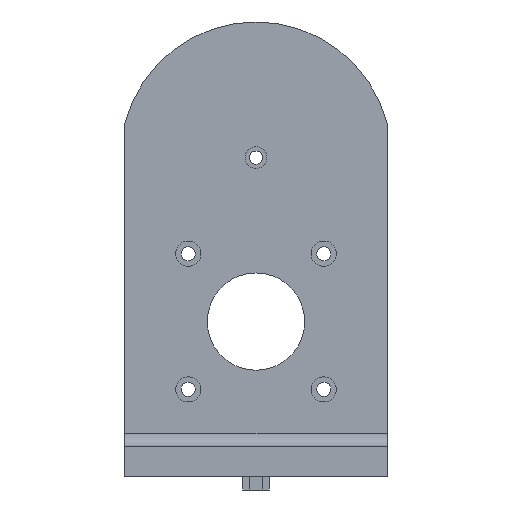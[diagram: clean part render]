
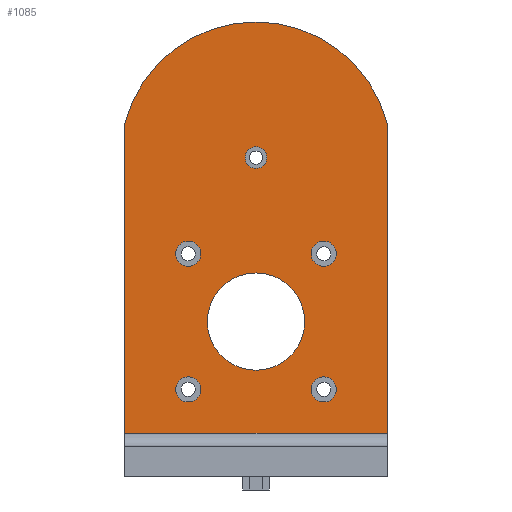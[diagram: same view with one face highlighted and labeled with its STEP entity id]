
A CAD part, left-side view. The second image highlights one B-rep face of the part: STEP entity #1085.
In plain terms, the highlighted planar face has unit normal (-1, 0, 0).
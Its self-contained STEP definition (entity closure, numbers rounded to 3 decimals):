
#39=FACE_BOUND('',#238,.T.);
#40=FACE_BOUND('',#239,.T.);
#41=FACE_BOUND('',#240,.T.);
#42=FACE_BOUND('',#241,.T.);
#43=FACE_BOUND('',#242,.T.);
#44=FACE_BOUND('',#243,.T.);
#87=PLANE('',#1202);
#150=FACE_OUTER_BOUND('',#237,.T.);
#237=EDGE_LOOP('',(#993,#994,#995,#996));
#238=EDGE_LOOP('',(#997));
#239=EDGE_LOOP('',(#998));
#240=EDGE_LOOP('',(#999));
#241=EDGE_LOOP('',(#1000));
#242=EDGE_LOOP('',(#1001));
#243=EDGE_LOOP('',(#1002));
#250=LINE('',#1560,#351);
#334=LINE('',#1787,#435);
#343=LINE('',#1807,#444);
#351=VECTOR('',#1261,10.);
#435=VECTOR('',#1479,10.);
#444=VECTOR('',#1506,10.);
#468=CIRCLE('',#1157,2.875);
#471=CIRCLE('',#1162,2.875);
#474=CIRCLE('',#1167,2.875);
#477=CIRCLE('',#1172,2.875);
#482=CIRCLE('',#1186,2.5);
#484=CIRCLE('',#1190,31.);
#485=CIRCLE('',#1197,11.125);
#498=VERTEX_POINT('',#1553);
#501=VERTEX_POINT('',#1558);
#553=VERTEX_POINT('',#1706);
#556=VERTEX_POINT('',#1715);
#559=VERTEX_POINT('',#1724);
#562=VERTEX_POINT('',#1733);
#573=VERTEX_POINT('',#1771);
#575=VERTEX_POINT('',#1778);
#576=VERTEX_POINT('',#1780);
#578=VERTEX_POINT('',#1797);
#600=EDGE_CURVE('',#501,#498,#250,.T.);
#671=EDGE_CURVE('',#553,#553,#468,.T.);
#675=EDGE_CURVE('',#556,#556,#471,.T.);
#679=EDGE_CURVE('',#559,#559,#474,.T.);
#683=EDGE_CURVE('',#562,#562,#477,.T.);
#702=EDGE_CURVE('',#573,#573,#482,.T.);
#705=EDGE_CURVE('',#576,#575,#484,.T.);
#709=EDGE_CURVE('',#575,#498,#334,.T.);
#714=EDGE_CURVE('',#578,#578,#485,.T.);
#719=EDGE_CURVE('',#501,#576,#343,.T.);
#993=ORIENTED_EDGE('',*,*,#600,.F.);
#994=ORIENTED_EDGE('',*,*,#719,.T.);
#995=ORIENTED_EDGE('',*,*,#705,.T.);
#996=ORIENTED_EDGE('',*,*,#709,.T.);
#997=ORIENTED_EDGE('',*,*,#671,.T.);
#998=ORIENTED_EDGE('',*,*,#675,.T.);
#999=ORIENTED_EDGE('',*,*,#679,.T.);
#1000=ORIENTED_EDGE('',*,*,#683,.T.);
#1001=ORIENTED_EDGE('',*,*,#702,.T.);
#1002=ORIENTED_EDGE('',*,*,#714,.T.);
#1085=ADVANCED_FACE('',(#150,#39,#40,#41,#42,#43,#44),#87,.T.);
#1157=AXIS2_PLACEMENT_3D('',#1707,#1388,#1389);
#1162=AXIS2_PLACEMENT_3D('',#1716,#1399,#1400);
#1167=AXIS2_PLACEMENT_3D('',#1725,#1410,#1411);
#1172=AXIS2_PLACEMENT_3D('',#1734,#1421,#1422);
#1186=AXIS2_PLACEMENT_3D('',#1773,#1463,#1464);
#1190=AXIS2_PLACEMENT_3D('',#1781,#1472,#1473);
#1197=AXIS2_PLACEMENT_3D('',#1798,#1494,#1495);
#1202=AXIS2_PLACEMENT_3D('',#1810,#1510,#1511);
#1261=DIRECTION('',(0.,1.,0.));
#1388=DIRECTION('center_axis',(1.,0.,0.));
#1389=DIRECTION('ref_axis',(0.,-1.,0.));
#1399=DIRECTION('center_axis',(1.,0.,0.));
#1400=DIRECTION('ref_axis',(0.,-1.,0.));
#1410=DIRECTION('center_axis',(1.,0.,0.));
#1411=DIRECTION('ref_axis',(0.,-1.,0.));
#1421=DIRECTION('center_axis',(1.,0.,0.));
#1422=DIRECTION('ref_axis',(0.,-1.,0.));
#1463=DIRECTION('center_axis',(1.,0.,0.));
#1464=DIRECTION('ref_axis',(0.,-1.,0.));
#1472=DIRECTION('center_axis',(-1.,0.,0.));
#1473=DIRECTION('ref_axis',(0.,-1.,0.));
#1479=DIRECTION('',(0.,0.,-1.));
#1494=DIRECTION('center_axis',(1.,0.,0.));
#1495=DIRECTION('ref_axis',(0.,-1.,0.));
#1506=DIRECTION('',(0.,0.,1.));
#1510=DIRECTION('center_axis',(-1.,0.,0.));
#1511=DIRECTION('ref_axis',(0.,0.,1.));
#1553=CARTESIAN_POINT('',(68.,30.,10.));
#1558=CARTESIAN_POINT('',(68.,-30.,10.));
#1560=CARTESIAN_POINT('',(68.,-15.,10.));
#1706=CARTESIAN_POINT('',(68.,-12.625,51.));
#1707=CARTESIAN_POINT('Origin',(68.,-15.5,51.));
#1715=CARTESIAN_POINT('',(68.,-12.625,20.));
#1716=CARTESIAN_POINT('Origin',(68.,-15.5,20.));
#1724=CARTESIAN_POINT('',(68.,18.375,51.));
#1725=CARTESIAN_POINT('Origin',(68.,15.5,51.));
#1733=CARTESIAN_POINT('',(68.,18.375,20.));
#1734=CARTESIAN_POINT('Origin',(68.,15.5,20.));
#1771=CARTESIAN_POINT('',(68.,2.5,73.));
#1773=CARTESIAN_POINT('Origin',(68.,0.,73.));
#1778=CARTESIAN_POINT('',(68.,30.,80.81));
#1780=CARTESIAN_POINT('',(68.,-30.,80.81));
#1781=CARTESIAN_POINT('Origin',(68.,0.,73.));
#1787=CARTESIAN_POINT('',(68.,30.,115.));
#1797=CARTESIAN_POINT('',(68.,11.125,35.5));
#1798=CARTESIAN_POINT('Origin',(68.,0.,35.5));
#1807=CARTESIAN_POINT('',(68.,-30.,0.));
#1810=CARTESIAN_POINT('Origin',(68.,0.,57.5));
